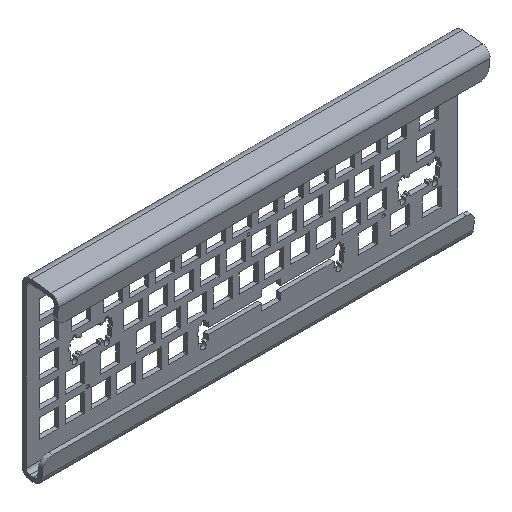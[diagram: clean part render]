
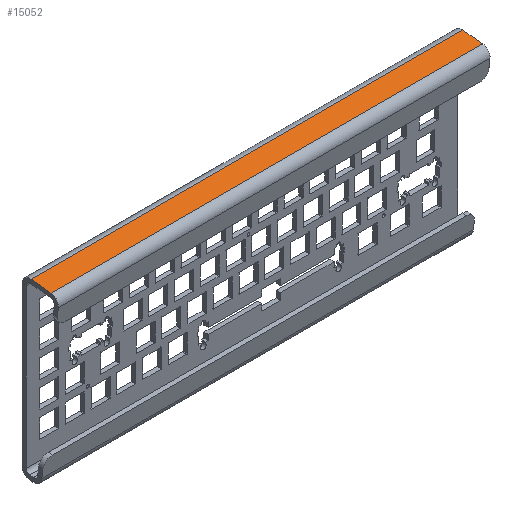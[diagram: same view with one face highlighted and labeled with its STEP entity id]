
A CAD part, isometric view. The second image highlights one B-rep face of the part: STEP entity #15052.
In plain terms, the highlighted planar face has unit normal (0, -0.102, 0.995).
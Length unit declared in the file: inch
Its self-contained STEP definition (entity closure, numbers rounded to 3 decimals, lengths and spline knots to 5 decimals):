
#1213=FACE_OUTER_BOUND('',#2107,.T.);
#2107=EDGE_LOOP('',(#13864,#13865,#13866,#13867));
#2114=LINE('',#20740,#3686);
#3675=LINE('',#25087,#5247);
#3679=LINE('',#25094,#5251);
#3680=LINE('',#25096,#5252);
#3686=VECTOR('',#16452,0.3937);
#5247=VECTOR('',#20701,0.3937);
#5251=VECTOR('',#20711,0.3937);
#5252=VECTOR('',#20714,0.3937);
#5868=VERTEX_POINT('',#20722);
#5873=VERTEX_POINT('',#20732);
#7316=VERTEX_POINT('',#25083);
#7317=VERTEX_POINT('',#25085);
#7326=EDGE_CURVE('',#5868,#5873,#2114,.T.);
#9497=EDGE_CURVE('',#7316,#7317,#3675,.T.);
#9501=EDGE_CURVE('',#7316,#5873,#3679,.T.);
#9502=EDGE_CURVE('',#5868,#7317,#3680,.T.);
#13864=ORIENTED_EDGE('',*,*,#7326,.T.);
#13865=ORIENTED_EDGE('',*,*,#9501,.F.);
#13866=ORIENTED_EDGE('',*,*,#9497,.T.);
#13867=ORIENTED_EDGE('',*,*,#9502,.F.);
#14309=PLANE('',#16429);
#15052=ADVANCED_FACE('',(#1213),#14309,.T.);
#16429=AXIS2_PLACEMENT_3D('',#25095,#20712,#20713);
#16452=DIRECTION('',(-1.,0.,0.));
#20701=DIRECTION('',(1.,0.,0.));
#20711=DIRECTION('',(0.,0.995,0.102));
#20712=DIRECTION('center_axis',(0.,-0.102,0.995));
#20713=DIRECTION('ref_axis',(0.,-0.995,-0.102));
#20714=DIRECTION('',(0.,-0.995,-0.102));
#20722=CARTESIAN_POINT('',(6.28839,-0.14447,2.53318));
#20732=CARTESIAN_POINT('',(-6.28839,-0.14447,2.53318));
#20740=CARTESIAN_POINT('',(3.14419,-0.14447,2.53318));
#25083=CARTESIAN_POINT('',(-6.28839,-0.72545,2.47363));
#25085=CARTESIAN_POINT('',(6.28839,-0.72545,2.47363));
#25087=CARTESIAN_POINT('',(-3.14419,-0.72545,2.47363));
#25094=CARTESIAN_POINT('',(-6.28839,5.59794,3.12179));
#25095=CARTESIAN_POINT('Origin',(0.,-1.24167,
2.42072));
#25096=CARTESIAN_POINT('',(6.28839,-1.24417,2.42046));
